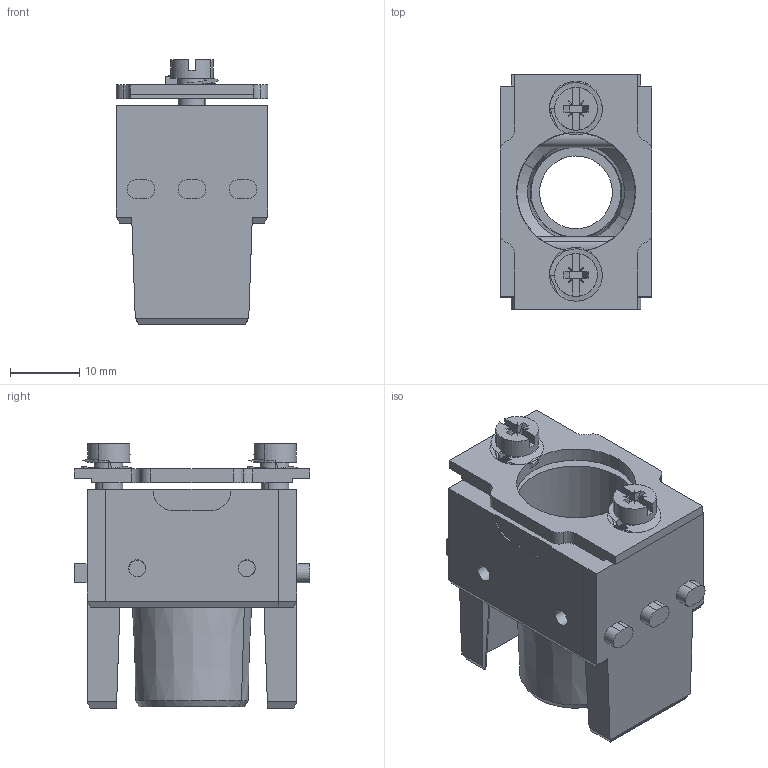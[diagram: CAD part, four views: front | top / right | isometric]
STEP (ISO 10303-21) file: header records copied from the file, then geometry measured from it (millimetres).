
FILE_DESCRIPTION(('CATIA V5 STEP Exchange','CAx-IF Rec.Pracs.--- Model Styling and Organization---1.4--- 2014-01-23'),'2;1');
FILE_NAME ('704170-5_0', '2022-03-14T11:29:45+00:00', ('none'), ('Weidmueller'), 'CATIA Version 5-6 Release 2016 SP3 HF44', 'CATIA V5 STEP AP214', 'none');
FILE_SCHEMA(('AUTOMOTIVE_DESIGN { 1 0 10303 214 1 1 1 1 }'));
Length unit declared in the file: millimetre
Products named in the file (1): 2637310000
Bounding box: 21.85 x 34 x 38.2 mm (x, y, z)
Volume: 10635.4 mm3; surface area: 9622.4 mm2
Topology: 8 solids, 8 shells, 274 faces, 712 edges, 462 vertices
Faces by surface type: plane 172, cylinder 60, cone 34, bspline 8
Entity records: 8452 total; most frequent: CARTESIAN_POINT 2210, ORIENTED_EDGE 1424, DIRECTION 998, EDGE_CURVE 712, VERTEX_POINT 462, VECTOR 454, LINE 454, AXIS2_PLACEMENT_3D 350
